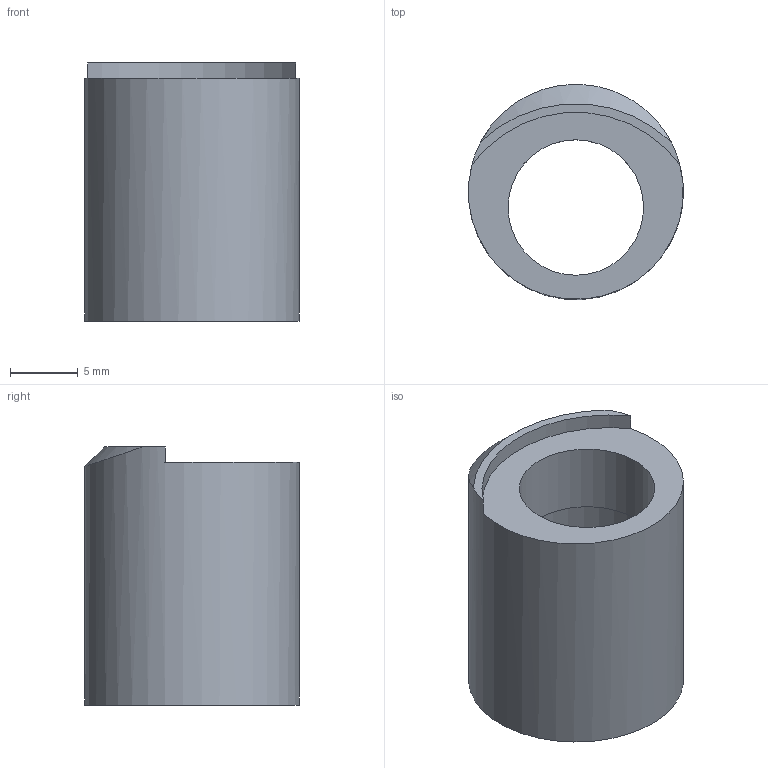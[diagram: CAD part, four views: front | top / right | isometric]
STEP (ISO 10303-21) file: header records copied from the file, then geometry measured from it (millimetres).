
FILE_DESCRIPTION (( 'STEP AP214' ), '1' );
FILE_NAME ('BK0007.STEP', '2012-08-02T19:01:26', ( '' ), ( '' ), 'SwSTEP 2.0', 'SolidWorks 2012', '' );
FILE_SCHEMA (( 'AUTOMOTIVE_DESIGN' ));
Length unit declared in the file: inch
Products named in the file (1): BK0007
Bounding box: 15.85 x 15.87 x 19.05 mm (x, y, z)
Volume: 1416 mm3; surface area: 1856.8 mm2
Topology: 1 solids, 1 shells, 9 faces, 19 edges, 13 vertices
Faces by surface type: cylinder 4, plane 4, cone 1
Full cylindrical faces by diameter (mm): 10.003 x1, 13.208 x1, 15.875 x1
Entity records: 290 total; most frequent: CARTESIAN_POINT 64, DIRECTION 44, ORIENTED_EDGE 28, AXIS2_PLACEMENT_3D 21, EDGE_LOOP 15, EDGE_CURVE 14, FACE_OUTER_BOUND 12, VERTEX_POINT 11
